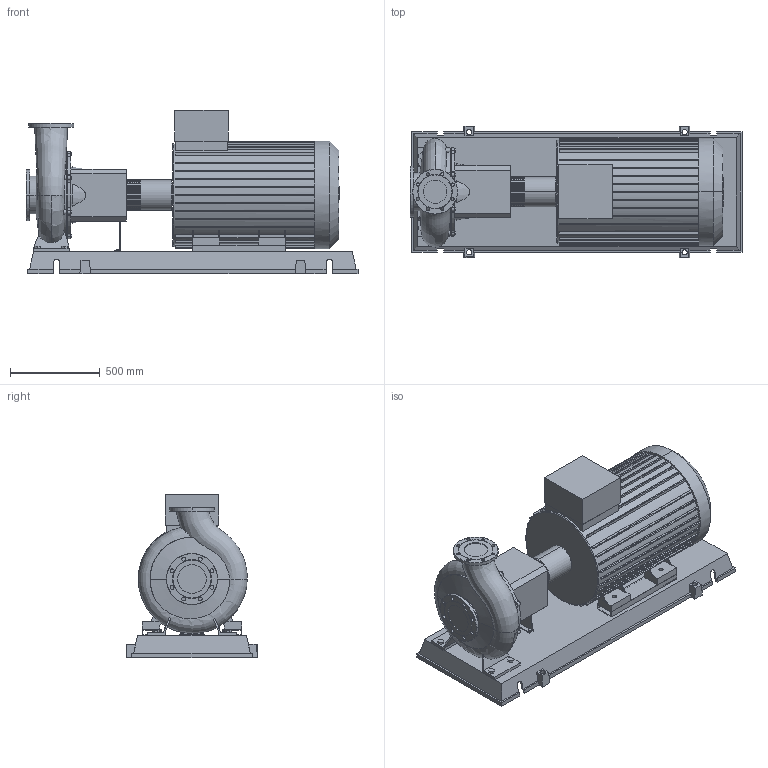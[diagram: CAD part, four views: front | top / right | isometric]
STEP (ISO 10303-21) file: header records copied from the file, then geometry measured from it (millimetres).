
FILE_DESCRIPTION((''),'2;1');
FILE_NAME('3d_NL125_400-75-4-05-4109424.stp','2015-03-03T08:00:56',(''),(''),'Mechanical Desktop 2009','Mechanical Desktop 2009',', , ');
FILE_SCHEMA(('CONFIG_CONTROL_DESIGN'));
Length unit declared in the file: millimetre
Products named in the file (1): Product
Bounding box: 1850 x 730 x 910 mm (x, y, z)
Volume: 366273313.5 mm3; surface area: 9667832.1 mm2
Topology: 14 solids, 14 shells, 903 faces, 2402 edges, 1576 vertices
Faces by surface type: plane 468, cylinder 238, bspline 169, cone 14, torus 14
Entity records: 32718 total; most frequent: CARTESIAN_POINT 10048, ORIENTED_EDGE 4804, DIRECTION 4529, EDGE_CURVE 2402, VERTEX_POINT 1574, VECTOR 1519, LINE 1519, AXIS2_PLACEMENT_3D 1505
